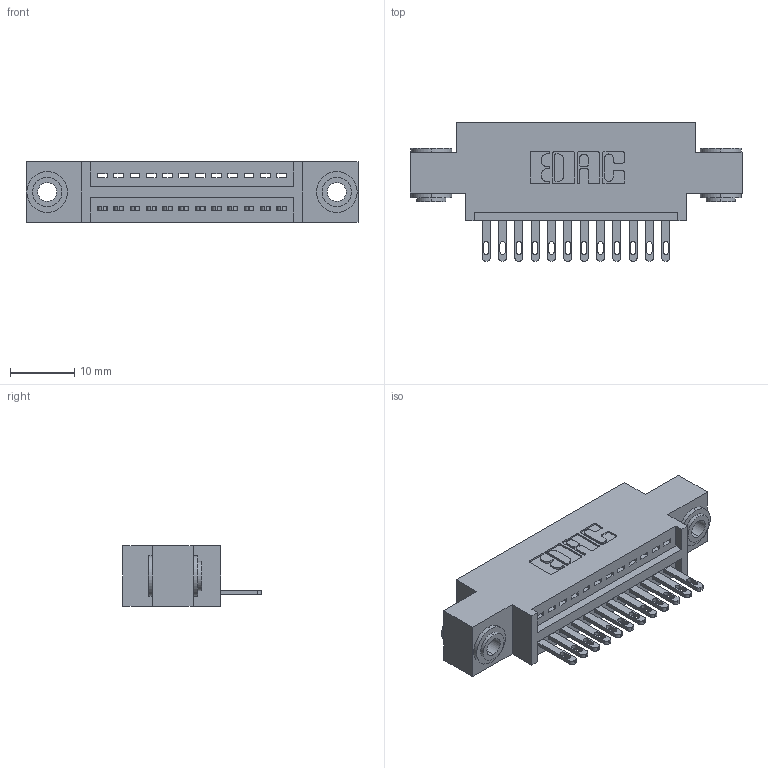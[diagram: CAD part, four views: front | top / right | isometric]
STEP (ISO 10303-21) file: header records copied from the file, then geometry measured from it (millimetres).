
FILE_DESCRIPTION (( 'STEP AP203' ), '1' );
FILE_NAME ('345-012-500-603.STEP', '2018-08-18T00:43:25', ( '' ), ( '' ), 'SwSTEP 2.0', 'SolidWorks 2016', '' );
FILE_SCHEMA (( 'CONFIG_CONTROL_DESIGN' ));
Length unit declared in the file: inch
Products named in the file (4): 345 Part_0.170 Offset - 0.156 Dia-TH; 345-292-001_345-293-100; 345-250-002_345-250-002-102; 345-012-500-603
Assembly tree (15 placements, depth 2):
  345-012-500-603
    345 Part_0.170 Offset - 0.156 Dia-TH
    345-292-001_345-293-100  x12
    345-250-002_345-250-002-102  x2
Bounding box: 51.69 x 21.51 x 9.4 mm (x, y, z)
Volume: 4577.2 mm3; surface area: 6042.9 mm2
Topology: 15 solids, 15 shells, 816 faces, 2445 edges, 1626 vertices
Faces by surface type: plane 502, cylinder 306, cone 8
Entity records: 13782 total; most frequent: CARTESIAN_POINT 2367, ORIENTED_EDGE 2306, DIRECTION 2143, EDGE_CURVE 1153, LINE 945, VECTOR 945, VERTEX_POINT 766, AXIS2_PLACEMENT_3D 599
